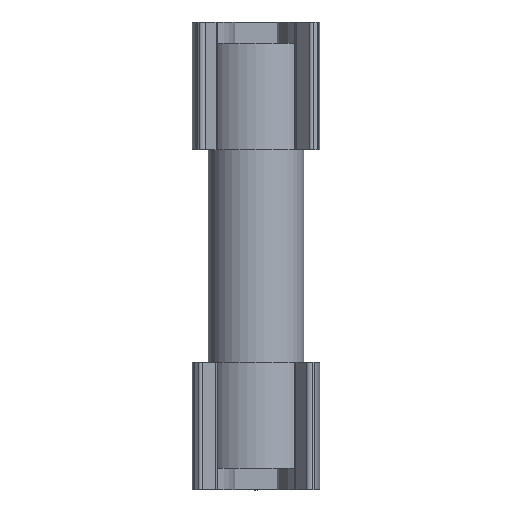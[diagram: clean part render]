
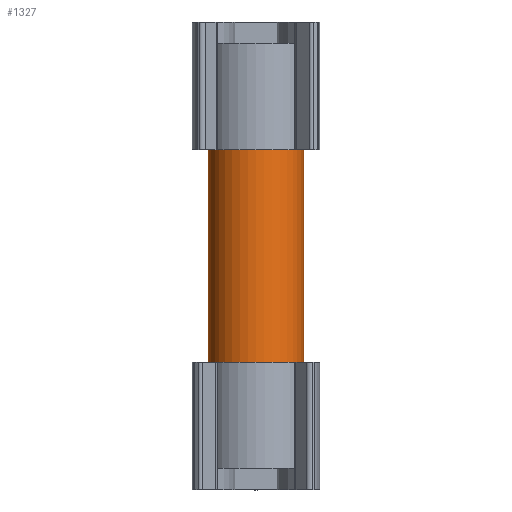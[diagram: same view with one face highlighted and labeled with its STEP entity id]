
A CAD part, top view. The second image highlights one B-rep face of the part: STEP entity #1327.
In plain terms, the highlighted cylindrical face has radius 2.25 mm (diameter 4.5 mm), a full revolution.
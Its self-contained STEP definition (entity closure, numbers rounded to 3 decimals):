
#81=FACE_OUTER_BOUND('',#156,.T.);
#156=EDGE_LOOP('',(#892,#893,#894,#895));
#233=LINE('',#2062,#348);
#348=VECTOR('',#1619,2.25);
#465=CIRCLE('',#1437,2.25);
#466=CIRCLE('',#1438,2.25);
#551=VERTEX_POINT('',#2059);
#552=VERTEX_POINT('',#2061);
#687=EDGE_CURVE('',#551,#551,#465,.T.);
#688=EDGE_CURVE('',#551,#552,#233,.T.);
#689=EDGE_CURVE('',#552,#552,#466,.T.);
#892=ORIENTED_EDGE('',*,*,#687,.F.);
#893=ORIENTED_EDGE('',*,*,#688,.T.);
#894=ORIENTED_EDGE('',*,*,#689,.T.);
#895=ORIENTED_EDGE('',*,*,#688,.F.);
#1286=CYLINDRICAL_SURFACE('',#1436,2.25);
#1327=ADVANCED_FACE('',(#81),#1286,.T.);
#1436=AXIS2_PLACEMENT_3D('',#2058,#1615,#1616);
#1437=AXIS2_PLACEMENT_3D('',#2060,#1617,#1618);
#1438=AXIS2_PLACEMENT_3D('',#2063,#1620,#1621);
#1615=DIRECTION('center_axis',(0.,0.,1.));
#1616=DIRECTION('ref_axis',(-1.,0.,0.));
#1617=DIRECTION('center_axis',(0.,0.,1.));
#1618=DIRECTION('ref_axis',(-1.,0.,0.));
#1619=DIRECTION('',(0.,0.,-1.));
#1620=DIRECTION('center_axis',(0.,0.,1.));
#1621=DIRECTION('ref_axis',(-1.,0.,0.));
#2058=CARTESIAN_POINT('Origin',(0.,0.,5.));
#2059=CARTESIAN_POINT('',(2.25,0.,15.));
#2060=CARTESIAN_POINT('Origin',(0.,0.,15.));
#2061=CARTESIAN_POINT('',(2.25,0.,5.));
#2062=CARTESIAN_POINT('',(2.25,0.,5.));
#2063=CARTESIAN_POINT('Origin',(0.,0.,5.));
